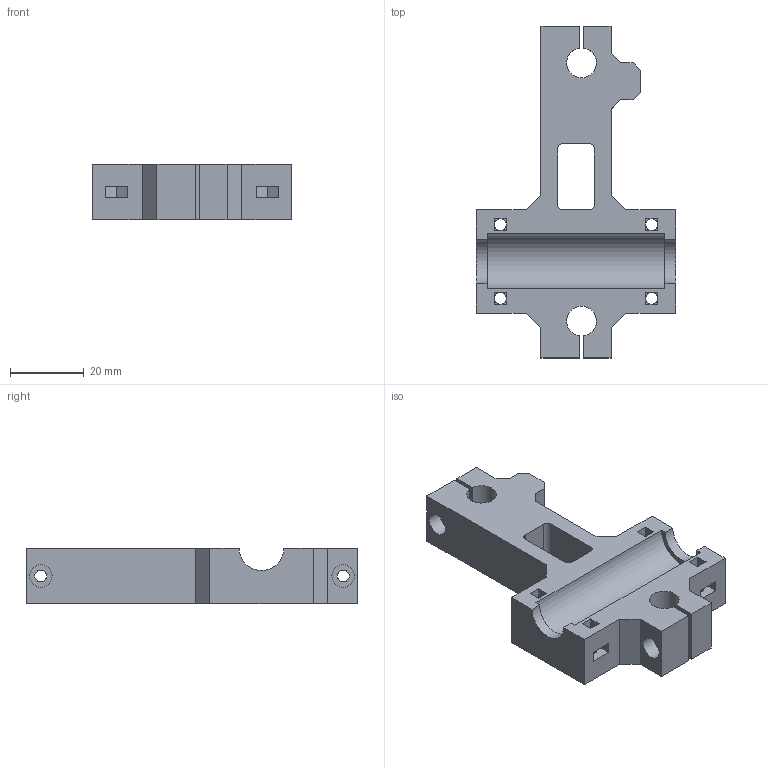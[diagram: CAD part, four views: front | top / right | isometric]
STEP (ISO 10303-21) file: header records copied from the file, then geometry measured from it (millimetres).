
FILE_DESCRIPTION(/* description */ (''),/* implementation_level */ '2;1');
FILE_NAME(/* name */ 'Y_Idle_Main.step',/* time_stamp */ '2019-09-30T17:32:14-04:00',/* author */ (''),/* organization */ (''),/* preprocessor_version */ 'ST-DEVELOPER v18',/* originating_system */ 'Autodesk Translation Framework v8.6.0.1094',/* authorisation */ '');
FILE_SCHEMA (('AUTOMOTIVE_DESIGN { 1 0 10303 214 3 1 1 }'));
Length unit declared in the file: millimetre
Products named in the file (1): Y_Idle_Main
Bounding box: 54 x 90 x 15 mm (x, y, z)
Volume: 31627.7 mm3; surface area: 12922.6 mm2
Topology: 1 solids, 1 shells, 128 faces, 365 edges, 244 vertices
Faces by surface type: plane 108, cylinder 20
Full cylindrical faces by diameter (mm): 3 x1, 3.2 x8, 6.1 x2
Entity records: 4219 total; most frequent: CARTESIAN_POINT 738, ORIENTED_EDGE 730, DIRECTION 665, EDGE_CURVE 365, LINE 323, VECTOR 323, VERTEX_POINT 244, AXIS2_PLACEMENT_3D 171
